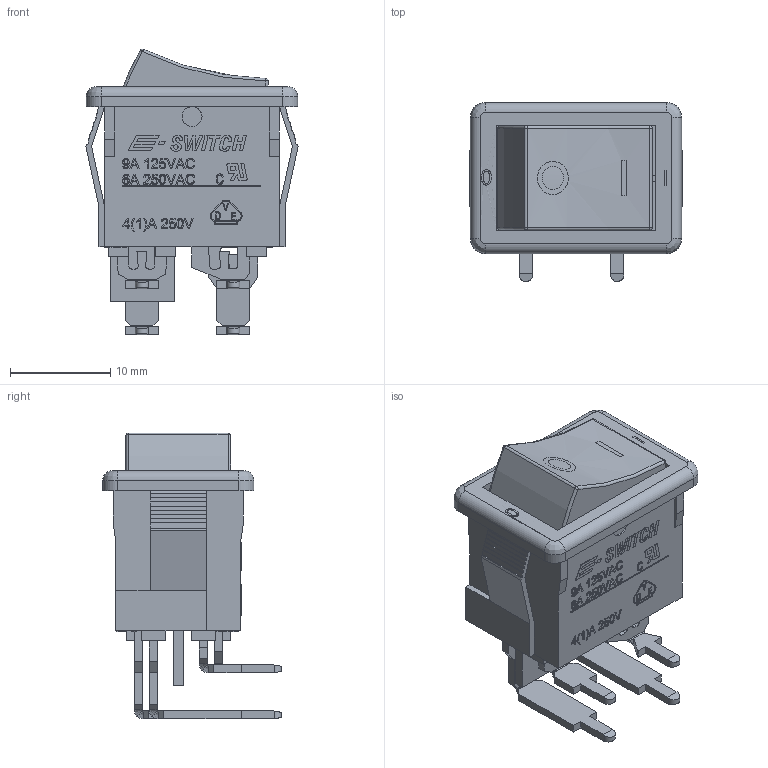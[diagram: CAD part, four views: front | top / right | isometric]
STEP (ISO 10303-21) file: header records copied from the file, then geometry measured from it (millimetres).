
FILE_DESCRIPTION((' '),'2;1');
FILE_NAME('R1973BxxxxxxGRx.stp','2017-07-28T09:04:36',(' '),(' '),' ','ACIS',' ');
FILE_SCHEMA(('CONFIG_CONTROL_DESIGN'));
Length unit declared in the file: inch
Products named in the file (1): R1973BxxxxxxGRx.stp
Bounding box: 21.2 x 17.85 x 28.54 mm (x, y, z)
Volume: 2209.4 mm3; surface area: 4919 mm2
Topology: 1 solids, 1 shells, 1077 faces, 2946 edges, 1936 vertices
Faces by surface type: plane 702, bspline 283, cylinder 82, torus 6, sphere 4
Full cylindrical faces by diameter (mm): 1 x2, 2 x4
Entity records: 37693 total; most frequent: CARTESIAN_POINT 12077, ORIENTED_EDGE 5876, DIRECTION 4151, EDGE_CURVE 2938, VECTOR 2201, LINE 2201, VERTEX_POINT 1934, EDGE_LOOP 1170
